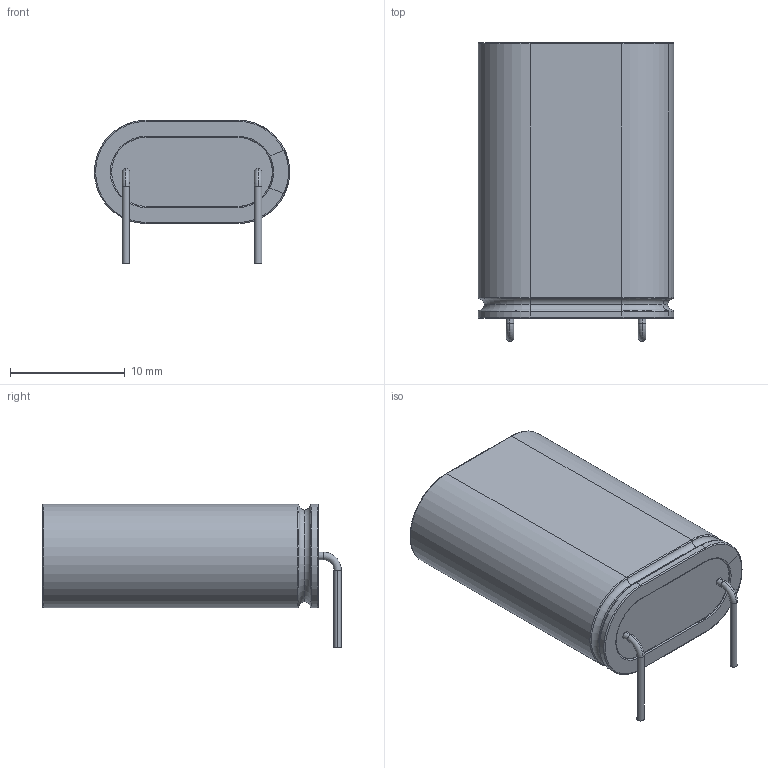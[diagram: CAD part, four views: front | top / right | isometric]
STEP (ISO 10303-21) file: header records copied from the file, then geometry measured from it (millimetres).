
FILE_DESCRIPTION (( 'STEP AP214' ), '1' );
FILE_NAME ('2C8458CA-0C88-4947-9DA6-5D114B99710F.STEP', '2022-11-27T19:11:56', ( '' ), ( '' ), 'SwSTEP 2.0', 'SolidWorks 2022', '' );
FILE_SCHEMA (( 'AUTOMOTIVE_DESIGN' ));
Length unit declared in the file: millimetre
Products named in the file (1): 2C8458CA-0C88-4947-9DA6-5D114B99710F
Bounding box: 17 x 26 x 12.5 mm (x, y, z)
Volume: 3221.2 mm3; surface area: 1394.4 mm2
Topology: 1 solids, 1 shells, 156 faces, 372 edges, 220 vertices
Faces by surface type: torus 105, cylinder 35, plane 16
Entity records: 6320 total; most frequent: CARTESIAN_POINT 1092, DIRECTION 923, ORIENTED_EDGE 744, AXIS2_PLACEMENT_3D 433, EDGE_CURVE 372, CIRCLE 276, VERTEX_POINT 220, EDGE_LOOP 158
